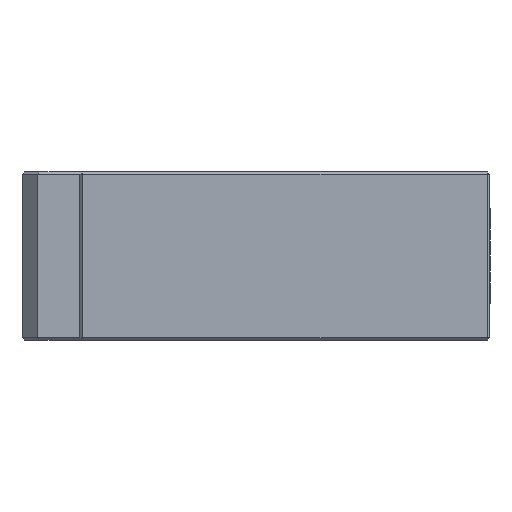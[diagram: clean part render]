
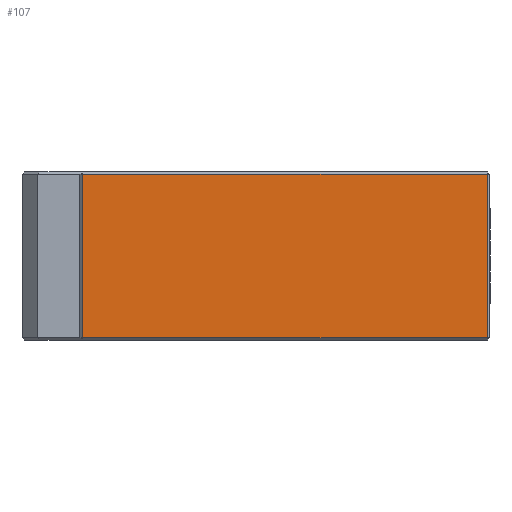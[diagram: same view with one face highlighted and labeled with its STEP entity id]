
A CAD part, left-side view. The second image highlights one B-rep face of the part: STEP entity #107.
In plain terms, the highlighted planar face has unit normal (-1, 0, 0).
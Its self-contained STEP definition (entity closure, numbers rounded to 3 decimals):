
#107 = ADVANCED_FACE ( 'NONE', ( #592 ), #3538, .F. ) ;
#114 = EDGE_CURVE ( 'NONE', #1234, #1718, #3519, .T. ) ;
#218 = EDGE_CURVE ( 'NONE', #1500, #1234, #2216, .T. ) ;
#243 = EDGE_CURVE ( 'NONE', #1482, #1500, #2338, .T. ) ;
#254 = EDGE_CURVE ( 'NONE', #1718, #1482, #2416, .T. ) ;
#592 = FACE_OUTER_BOUND ( 'NONE', #1822, .T. ) ;
#596 = AXIS2_PLACEMENT_3D ( 'NONE', #3536, #3534, #3804 ) ;
#609 = VECTOR ( 'NONE', #3515, 1000. ) ;
#756 = VECTOR ( 'NONE', #2218, 1000. ) ;
#788 = VECTOR ( 'NONE', #2340, 1000. ) ;
#806 = VECTOR ( 'NONE', #2418, 1000. ) ;
#1234 = VERTEX_POINT ( 'NONE', #2931 ) ;
#1482 = VERTEX_POINT ( 'NONE', #2970 ) ;
#1500 = VERTEX_POINT ( 'NONE', #2987 ) ;
#1718 = VERTEX_POINT ( 'NONE', #2999 ) ;
#1822 = EDGE_LOOP ( 'NONE', ( #1907, #1911, #1910, #1912 ) ) ;
#1907 = ORIENTED_EDGE ( 'NONE', *, *, #114, .T. ) ;
#1910 = ORIENTED_EDGE ( 'NONE', *, *, #243, .T. ) ;
#1911 = ORIENTED_EDGE ( 'NONE', *, *, #254, .T. ) ;
#1912 = ORIENTED_EDGE ( 'NONE', *, *, #218, .T. ) ;
#2216 = LINE ( 'NONE', #2217, #756 ) ;
#2217 = CARTESIAN_POINT ( 'NONE',  ( -64., 27., 15.5 ) ) ;
#2218 = DIRECTION ( 'NONE',  ( 0., 1., 0. ) ) ;
#2338 = LINE ( 'NONE', #2339, #788 ) ;
#2339 = CARTESIAN_POINT ( 'NONE',  ( -64., -50.5, 16. ) ) ;
#2340 = DIRECTION ( 'NONE',  ( 0., 0., 1. ) ) ;
#2416 = LINE ( 'NONE', #2417, #806 ) ;
#2417 = CARTESIAN_POINT ( 'NONE',  ( -64., 27., -15.5 ) ) ;
#2418 = DIRECTION ( 'NONE',  ( 0., -1., 0. ) ) ;
#2931 = CARTESIAN_POINT ( 'NONE',  ( -64., 26.5, 15.5 ) ) ;
#2970 = CARTESIAN_POINT ( 'NONE',  ( -64., -50.5, -15.5 ) ) ;
#2987 = CARTESIAN_POINT ( 'NONE',  ( -64., -50.5, 15.5 ) ) ;
#2999 = CARTESIAN_POINT ( 'NONE',  ( -64., 26.5, -15.5 ) ) ;
#3515 = DIRECTION ( 'NONE',  ( 0., 0., -1. ) ) ;
#3518 = CARTESIAN_POINT ( 'NONE',  ( -64., 26.5, 16. ) ) ;
#3519 = LINE ( 'NONE', #3518, #609 ) ;
#3534 = DIRECTION ( 'NONE',  ( 1., 0., 0. ) ) ;
#3536 = CARTESIAN_POINT ( 'NONE',  ( -64., 27., 16. ) ) ;
#3538 = PLANE ( 'NONE',  #596 ) ;
#3804 = DIRECTION ( 'NONE',  ( 0., 1., 0. ) ) ;
